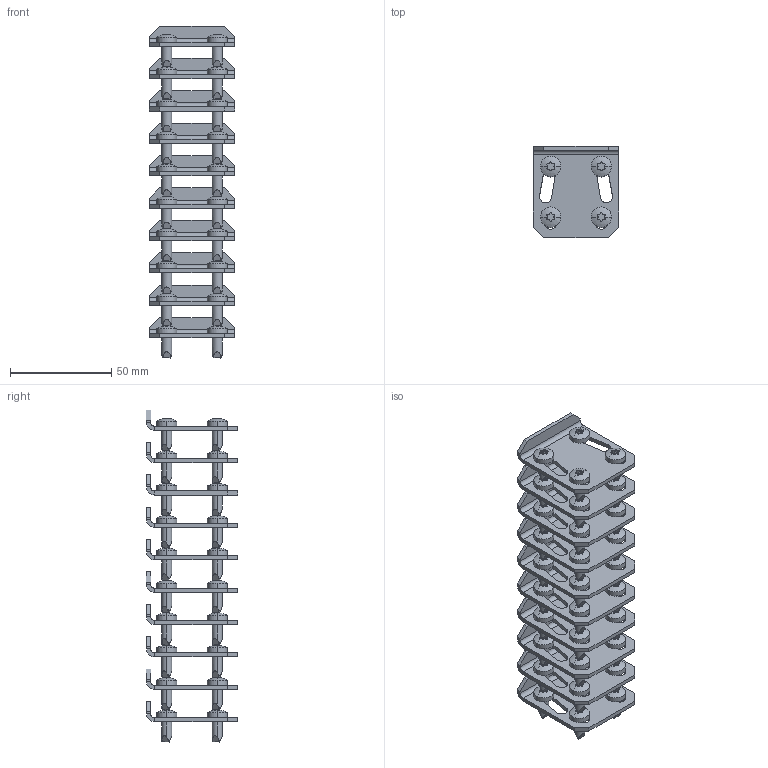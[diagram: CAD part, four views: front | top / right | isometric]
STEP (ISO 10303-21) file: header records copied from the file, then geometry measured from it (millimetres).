
FILE_DESCRIPTION (( 'STEP AP203' ), '1' );
FILE_NAME ('UR47500110011 Êîìïëåêò ïëàñòèí ñîåäèíèòåëüíûõ RS52 (10øò) (000.801.481).STEP', '2022-04-18T05:46:59', ( '' ), ( '' ), 'SwSTEP 2.0', 'SolidWorks 2017', '' );
FILE_SCHEMA (( 'CONFIG_CONTROL_DESIGN' ));
Length unit declared in the file: millimetre
Products named in the file (3): Âèíò DIN 7500 C TORX_Œ5å12; 024-430 砑僔蠂縺; UR47500110011 Êîìïëåêò ïëàñòèí ñîåäèíèòåëüíûõ RS52 (10øò) (000.801.481)
Assembly tree (50 placements, depth 2):
  UR47500110011 Êîìïëåêò ïëàñòèí ñîåäèíèòåëüíûõ RS52 (10øò) (000.801.481)
    024-430 砑僔蠂縺  x10
    Âèíò DIN 7500 C TORX_Œ5å12  x40
Bounding box: 42 x 45 x 164 mm (x, y, z)
Volume: 53311.6 mm3; surface area: 60618.7 mm2
Topology: 50 solids, 50 shells, 2000 faces, 5420 edges, 3560 vertices
Faces by surface type: plane 960, cylinder 800, cone 160, sphere 80
Entity records: 4327 total; most frequent: CARTESIAN_POINT 592, DIRECTION 503, ORIENTED_EDGE 412, EDGE_CURVE 206, AXIS2_PLACEMENT_3D 191, VERTEX_POINT 134, VECTOR 121, LINE 121
